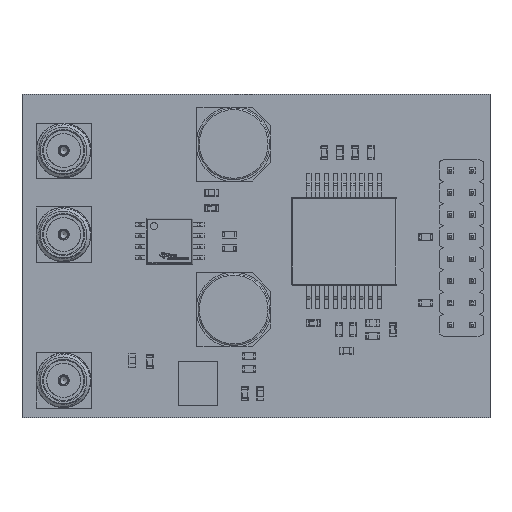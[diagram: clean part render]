
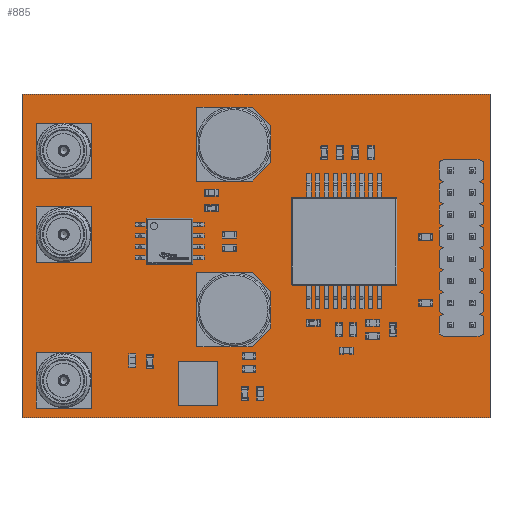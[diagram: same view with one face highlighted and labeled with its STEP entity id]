
A CAD part, top view. The second image highlights one B-rep face of the part: STEP entity #885.
In plain terms, the highlighted planar face has unit normal (0, 0, 1).
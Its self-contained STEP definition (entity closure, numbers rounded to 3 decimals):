
#180 = VERTEX_POINT('',#181);
#181 = CARTESIAN_POINT('',(0.,0.,1.685));
#187 = EDGE_CURVE('',#180,#188,#190,.T.);
#188 = VERTEX_POINT('',#189);
#189 = CARTESIAN_POINT('',(53.81,0.,1.685));
#190 = LINE('',#191,#192);
#191 = CARTESIAN_POINT('',(0.,0.,1.685));
#192 = VECTOR('',#193,1.);
#193 = DIRECTION('',(1.,0.,0.));
#218 = EDGE_CURVE('',#188,#219,#221,.T.);
#219 = VERTEX_POINT('',#220);
#220 = CARTESIAN_POINT('',(53.81,37.167,1.685));
#221 = LINE('',#222,#223);
#222 = CARTESIAN_POINT('',(53.81,0.,1.685));
#223 = VECTOR('',#224,1.);
#224 = DIRECTION('',(0.,1.,0.));
#249 = EDGE_CURVE('',#219,#250,#252,.T.);
#250 = VERTEX_POINT('',#251);
#251 = CARTESIAN_POINT('',(0.,37.167,1.685));
#252 = LINE('',#253,#254);
#253 = CARTESIAN_POINT('',(53.81,37.167,1.685));
#254 = VECTOR('',#255,1.);
#255 = DIRECTION('',(-1.,0.,0.));
#280 = EDGE_CURVE('',#250,#180,#281,.T.);
#281 = LINE('',#282,#283);
#282 = CARTESIAN_POINT('',(0.,37.167,1.685));
#283 = VECTOR('',#284,1.);
#284 = DIRECTION('',(0.,-1.,0.));
#304 = VERTEX_POINT('',#305);
#305 = CARTESIAN_POINT('',(49.788,15.704,1.685));
#311 = EDGE_CURVE('',#304,#304,#312,.T.);
#312 = CIRCLE('',#313,0.55);
#313 = AXIS2_PLACEMENT_3D('',#314,#315,#316);
#314 = CARTESIAN_POINT('',(49.238,15.704,1.685));
#315 = DIRECTION('',(0.,0.,1.));
#316 = DIRECTION('',(1.,0.,-0.));
#337 = VERTEX_POINT('',#338);
#338 = CARTESIAN_POINT('',(49.788,18.244,1.685));
#344 = EDGE_CURVE('',#337,#337,#345,.T.);
#345 = CIRCLE('',#346,0.55);
#346 = AXIS2_PLACEMENT_3D('',#347,#348,#349);
#347 = CARTESIAN_POINT('',(49.238,18.244,1.685));
#348 = DIRECTION('',(0.,0.,1.));
#349 = DIRECTION('',(1.,0.,-0.));
#370 = VERTEX_POINT('',#371);
#371 = CARTESIAN_POINT('',(49.788,10.624,1.685));
#377 = EDGE_CURVE('',#370,#370,#378,.T.);
#378 = CIRCLE('',#379,0.55);
#379 = AXIS2_PLACEMENT_3D('',#380,#381,#382);
#380 = CARTESIAN_POINT('',(49.238,10.624,1.685));
#381 = DIRECTION('',(0.,0.,1.));
#382 = DIRECTION('',(1.,0.,-0.));
#403 = VERTEX_POINT('',#404);
#404 = CARTESIAN_POINT('',(49.788,13.164,1.685));
#410 = EDGE_CURVE('',#403,#403,#411,.T.);
#411 = CIRCLE('',#412,0.55);
#412 = AXIS2_PLACEMENT_3D('',#413,#414,#415);
#413 = CARTESIAN_POINT('',(49.238,13.164,1.685));
#414 = DIRECTION('',(0.,0.,1.));
#415 = DIRECTION('',(1.,0.,-0.));
#436 = VERTEX_POINT('',#437);
#437 = CARTESIAN_POINT('',(49.788,25.864,1.685));
#443 = EDGE_CURVE('',#436,#436,#444,.T.);
#444 = CIRCLE('',#445,0.55);
#445 = AXIS2_PLACEMENT_3D('',#446,#447,#448);
#446 = CARTESIAN_POINT('',(49.238,25.864,1.685));
#447 = DIRECTION('',(0.,0.,1.));
#448 = DIRECTION('',(1.,0.,-0.));
#469 = VERTEX_POINT('',#470);
#470 = CARTESIAN_POINT('',(49.788,28.404,1.685));
#476 = EDGE_CURVE('',#469,#469,#477,.T.);
#477 = CIRCLE('',#478,0.55);
#478 = AXIS2_PLACEMENT_3D('',#479,#480,#481);
#479 = CARTESIAN_POINT('',(49.238,28.404,1.685));
#480 = DIRECTION('',(0.,0.,1.));
#481 = DIRECTION('',(1.,0.,-0.));
#502 = VERTEX_POINT('',#503);
#503 = CARTESIAN_POINT('',(49.788,20.784,1.685));
#509 = EDGE_CURVE('',#502,#502,#510,.T.);
#510 = CIRCLE('',#511,0.55);
#511 = AXIS2_PLACEMENT_3D('',#512,#513,#514);
#512 = CARTESIAN_POINT('',(49.238,20.784,1.685));
#513 = DIRECTION('',(0.,0.,1.));
#514 = DIRECTION('',(1.,0.,-0.));
#535 = VERTEX_POINT('',#536);
#536 = CARTESIAN_POINT('',(49.788,23.324,1.685));
#542 = EDGE_CURVE('',#535,#535,#543,.T.);
#543 = CIRCLE('',#544,0.55);
#544 = AXIS2_PLACEMENT_3D('',#545,#546,#547);
#545 = CARTESIAN_POINT('',(49.238,23.324,1.685));
#546 = DIRECTION('',(0.,0.,1.));
#547 = DIRECTION('',(1.,0.,-0.));
#568 = VERTEX_POINT('',#569);
#569 = CARTESIAN_POINT('',(52.328,15.704,1.685));
#575 = EDGE_CURVE('',#568,#568,#576,.T.);
#576 = CIRCLE('',#577,0.55);
#577 = AXIS2_PLACEMENT_3D('',#578,#579,#580);
#578 = CARTESIAN_POINT('',(51.778,15.704,1.685));
#579 = DIRECTION('',(0.,0.,1.));
#580 = DIRECTION('',(1.,0.,-0.));
#601 = VERTEX_POINT('',#602);
#602 = CARTESIAN_POINT('',(52.328,18.244,1.685));
#608 = EDGE_CURVE('',#601,#601,#609,.T.);
#609 = CIRCLE('',#610,0.55);
#610 = AXIS2_PLACEMENT_3D('',#611,#612,#613);
#611 = CARTESIAN_POINT('',(51.778,18.244,1.685));
#612 = DIRECTION('',(0.,0.,1.));
#613 = DIRECTION('',(1.,0.,-0.));
#634 = VERTEX_POINT('',#635);
#635 = CARTESIAN_POINT('',(52.328,10.624,1.685));
#641 = EDGE_CURVE('',#634,#634,#642,.T.);
#642 = CIRCLE('',#643,0.55);
#643 = AXIS2_PLACEMENT_3D('',#644,#645,#646);
#644 = CARTESIAN_POINT('',(51.778,10.624,1.685));
#645 = DIRECTION('',(0.,0.,1.));
#646 = DIRECTION('',(1.,0.,-0.));
#667 = VERTEX_POINT('',#668);
#668 = CARTESIAN_POINT('',(52.328,13.164,1.685));
#674 = EDGE_CURVE('',#667,#667,#675,.T.);
#675 = CIRCLE('',#676,0.55);
#676 = AXIS2_PLACEMENT_3D('',#677,#678,#679);
#677 = CARTESIAN_POINT('',(51.778,13.164,1.685));
#678 = DIRECTION('',(0.,0.,1.));
#679 = DIRECTION('',(1.,0.,-0.));
#700 = VERTEX_POINT('',#701);
#701 = CARTESIAN_POINT('',(52.328,25.864,1.685));
#707 = EDGE_CURVE('',#700,#700,#708,.T.);
#708 = CIRCLE('',#709,0.55);
#709 = AXIS2_PLACEMENT_3D('',#710,#711,#712);
#710 = CARTESIAN_POINT('',(51.778,25.864,1.685));
#711 = DIRECTION('',(0.,0.,1.));
#712 = DIRECTION('',(1.,0.,-0.));
#733 = VERTEX_POINT('',#734);
#734 = CARTESIAN_POINT('',(52.328,28.404,1.685));
#740 = EDGE_CURVE('',#733,#733,#741,.T.);
#741 = CIRCLE('',#742,0.55);
#742 = AXIS2_PLACEMENT_3D('',#743,#744,#745);
#743 = CARTESIAN_POINT('',(51.778,28.404,1.685));
#744 = DIRECTION('',(0.,0.,1.));
#745 = DIRECTION('',(1.,0.,-0.));
#766 = VERTEX_POINT('',#767);
#767 = CARTESIAN_POINT('',(52.328,20.784,1.685));
#773 = EDGE_CURVE('',#766,#766,#774,.T.);
#774 = CIRCLE('',#775,0.55);
#775 = AXIS2_PLACEMENT_3D('',#776,#777,#778);
#776 = CARTESIAN_POINT('',(51.778,20.784,1.685));
#777 = DIRECTION('',(0.,0.,1.));
#778 = DIRECTION('',(1.,0.,-0.));
#799 = VERTEX_POINT('',#800);
#800 = CARTESIAN_POINT('',(52.328,23.324,1.685));
#806 = EDGE_CURVE('',#799,#799,#807,.T.);
#807 = CIRCLE('',#808,0.55);
#808 = AXIS2_PLACEMENT_3D('',#809,#810,#811);
#809 = CARTESIAN_POINT('',(51.778,23.324,1.685));
#810 = DIRECTION('',(0.,0.,1.));
#811 = DIRECTION('',(1.,0.,-0.));
#885 = ADVANCED_FACE('',(#886,#892,#895,#898,#901,#904,#907,#910,#913,
    #916,#919,#922,#925,#928,#931,#934,#937),#940,.T.);
#886 = FACE_BOUND('',#887,.T.);
#887 = EDGE_LOOP('',(#888,#889,#890,#891));
#888 = ORIENTED_EDGE('',*,*,#187,.T.);
#889 = ORIENTED_EDGE('',*,*,#218,.T.);
#890 = ORIENTED_EDGE('',*,*,#249,.T.);
#891 = ORIENTED_EDGE('',*,*,#280,.T.);
#892 = FACE_BOUND('',#893,.T.);
#893 = EDGE_LOOP('',(#894));
#894 = ORIENTED_EDGE('',*,*,#311,.F.);
#895 = FACE_BOUND('',#896,.T.);
#896 = EDGE_LOOP('',(#897));
#897 = ORIENTED_EDGE('',*,*,#344,.F.);
#898 = FACE_BOUND('',#899,.T.);
#899 = EDGE_LOOP('',(#900));
#900 = ORIENTED_EDGE('',*,*,#377,.F.);
#901 = FACE_BOUND('',#902,.T.);
#902 = EDGE_LOOP('',(#903));
#903 = ORIENTED_EDGE('',*,*,#410,.F.);
#904 = FACE_BOUND('',#905,.T.);
#905 = EDGE_LOOP('',(#906));
#906 = ORIENTED_EDGE('',*,*,#443,.F.);
#907 = FACE_BOUND('',#908,.T.);
#908 = EDGE_LOOP('',(#909));
#909 = ORIENTED_EDGE('',*,*,#476,.F.);
#910 = FACE_BOUND('',#911,.T.);
#911 = EDGE_LOOP('',(#912));
#912 = ORIENTED_EDGE('',*,*,#509,.F.);
#913 = FACE_BOUND('',#914,.T.);
#914 = EDGE_LOOP('',(#915));
#915 = ORIENTED_EDGE('',*,*,#542,.F.);
#916 = FACE_BOUND('',#917,.T.);
#917 = EDGE_LOOP('',(#918));
#918 = ORIENTED_EDGE('',*,*,#575,.F.);
#919 = FACE_BOUND('',#920,.T.);
#920 = EDGE_LOOP('',(#921));
#921 = ORIENTED_EDGE('',*,*,#608,.F.);
#922 = FACE_BOUND('',#923,.T.);
#923 = EDGE_LOOP('',(#924));
#924 = ORIENTED_EDGE('',*,*,#641,.F.);
#925 = FACE_BOUND('',#926,.T.);
#926 = EDGE_LOOP('',(#927));
#927 = ORIENTED_EDGE('',*,*,#674,.F.);
#928 = FACE_BOUND('',#929,.T.);
#929 = EDGE_LOOP('',(#930));
#930 = ORIENTED_EDGE('',*,*,#707,.F.);
#931 = FACE_BOUND('',#932,.T.);
#932 = EDGE_LOOP('',(#933));
#933 = ORIENTED_EDGE('',*,*,#740,.F.);
#934 = FACE_BOUND('',#935,.T.);
#935 = EDGE_LOOP('',(#936));
#936 = ORIENTED_EDGE('',*,*,#773,.F.);
#937 = FACE_BOUND('',#938,.T.);
#938 = EDGE_LOOP('',(#939));
#939 = ORIENTED_EDGE('',*,*,#806,.F.);
#940 = PLANE('',#941);
#941 = AXIS2_PLACEMENT_3D('',#942,#943,#944);
#942 = CARTESIAN_POINT('',(26.905,18.583,1.685));
#943 = DIRECTION('',(0.,0.,1.));
#944 = DIRECTION('',(1.,0.,-0.));
